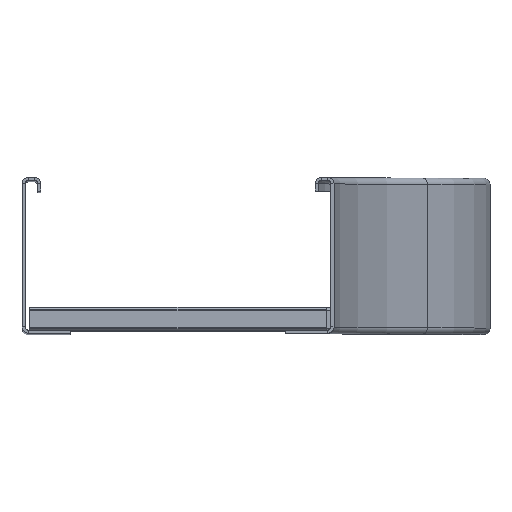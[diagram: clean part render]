
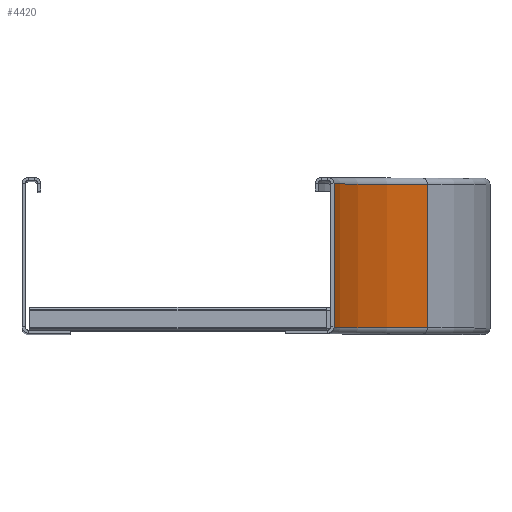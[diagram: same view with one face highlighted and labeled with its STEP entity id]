
A CAD part, top view. The second image highlights one B-rep face of the part: STEP entity #4420.
In plain terms, the highlighted cylindrical face has radius 300 mm (diameter 600 mm), a partial arc.
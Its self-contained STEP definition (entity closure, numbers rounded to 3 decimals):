
#147=CIRCLE('',#4813,300.);
#148=CIRCLE('',#4815,300.);
#222=CYLINDRICAL_SURFACE('',#4814,300.);
#304=FACE_OUTER_BOUND('',#571,.T.);
#571=EDGE_LOOP('',(#3132,#3133,#3134,#3135));
#919=LINE('',#6622,#1448);
#924=LINE('',#6676,#1453);
#1448=VECTOR('',#5322,10.);
#1453=VECTOR('',#5393,10.);
#1963=VERTEX_POINT('',#6615);
#1965=VERTEX_POINT('',#6621);
#1980=VERTEX_POINT('',#6670);
#1981=VERTEX_POINT('',#6675);
#2384=EDGE_CURVE('',#1965,#1963,#919,.T.);
#2410=EDGE_CURVE('',#1980,#1963,#147,.T.);
#2411=EDGE_CURVE('',#1980,#1981,#924,.T.);
#2412=EDGE_CURVE('',#1981,#1965,#148,.T.);
#3132=ORIENTED_EDGE('',*,*,#2411,.F.);
#3133=ORIENTED_EDGE('',*,*,#2410,.T.);
#3134=ORIENTED_EDGE('',*,*,#2384,.F.);
#3135=ORIENTED_EDGE('',*,*,#2412,.F.);
#4420=ADVANCED_FACE('',(#304),#222,.F.);
#4813=AXIS2_PLACEMENT_3D('',#6673,#5389,#5390);
#4814=AXIS2_PLACEMENT_3D('',#6674,#5391,#5392);
#4815=AXIS2_PLACEMENT_3D('',#6677,#5394,#5395);
#5322=DIRECTION('',(0.,-1.,0.));
#5389=DIRECTION('center_axis',(0.,-1.,0.));
#5390=DIRECTION('ref_axis',(-1.,0.,0.));
#5391=DIRECTION('center_axis',(0.,-1.,0.));
#5392=DIRECTION('ref_axis',(0.8,0.,0.6));
#5393=DIRECTION('',(0.,1.,0.));
#5394=DIRECTION('center_axis',(0.,-1.,0.));
#5395=DIRECTION('ref_axis',(-1.,0.,0.));
#6615=CARTESIAN_POINT('',(91.,4.,-180.));
#6621=CARTESIAN_POINT('',(91.,96.,-180.));
#6622=CARTESIAN_POINT('',(91.,96.,-180.));
#6670=CARTESIAN_POINT('',(31.,4.,0.));
#6673=CARTESIAN_POINT('Origin',(331.,4.,0.));
#6674=CARTESIAN_POINT('Origin',(331.,50.,0.));
#6675=CARTESIAN_POINT('',(31.,96.,0.));
#6676=CARTESIAN_POINT('',(31.,-27.524,0.));
#6677=CARTESIAN_POINT('Origin',(331.,96.,0.));
